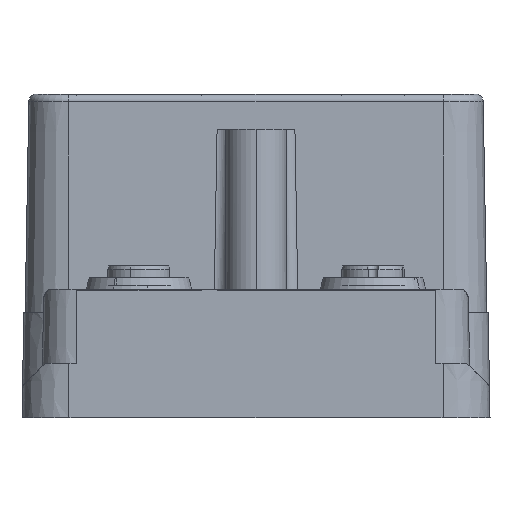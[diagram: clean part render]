
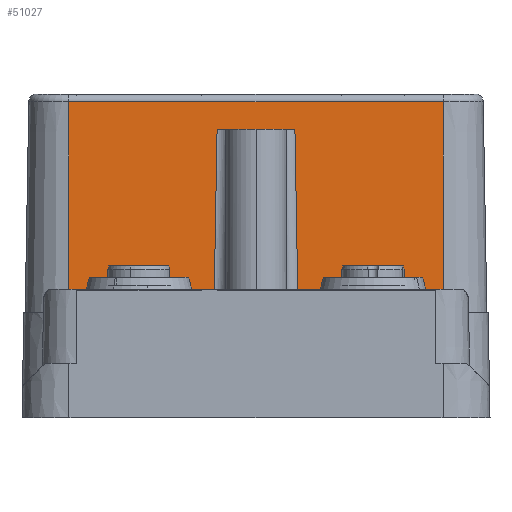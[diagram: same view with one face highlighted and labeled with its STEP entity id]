
A CAD part, front view. The second image highlights one B-rep face of the part: STEP entity #51027.
In plain terms, the highlighted planar face has unit normal (0, -1, 0.018).
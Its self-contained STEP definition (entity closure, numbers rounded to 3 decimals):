
#50970=AXIS2_PLACEMENT_3D('Plane Axis2P3D',#50967,#50968,#50969) ;
#49441=CARTESIAN_POINT('Vertex',(54.,105.6,13.5)) ;
#49444=CARTESIAN_POINT('Line Origine',(44.7,105.6,13.5)) ;
#49448=CARTESIAN_POINT('Vertex',(35.4,105.6,13.5)) ;
#49514=CARTESIAN_POINT('Vertex',(24.6,105.6,13.5)) ;
#49517=CARTESIAN_POINT('Line Origine',(15.3,105.6,13.5)) ;
#49521=CARTESIAN_POINT('Vertex',(6.,105.6,13.5)) ;
#50948=CARTESIAN_POINT('Line Origine',(54.,105.844,27.5)) ;
#50952=CARTESIAN_POINT('Vertex',(54.,106.072,40.517)) ;
#50967=CARTESIAN_POINT('Axis2P3D Location',(59.6,105.6,13.5)) ;
#50972=CARTESIAN_POINT('Line Origine',(30.,106.072,40.517)) ;
#50976=CARTESIAN_POINT('Vertex',(6.,106.072,40.517)) ;
#50979=CARTESIAN_POINT('Line Origine',(6.,105.844,27.5)) ;
#50985=CARTESIAN_POINT('Control Point',(25.01,106.01,37.)) ;
#50986=CARTESIAN_POINT('Control Point',(24.6,105.6,13.5)) ;
#50987=CARTESIAN_POINT('Vertex',(25.01,106.01,37.)) ;
#50990=CARTESIAN_POINT('Line Origine',(30.,106.01,37.)) ;
#50994=CARTESIAN_POINT('Vertex',(26.51,106.01,37.)) ;
#50997=CARTESIAN_POINT('Line Origine',(30.,106.01,37.)) ;
#51001=CARTESIAN_POINT('Vertex',(33.49,106.01,37.)) ;
#51004=CARTESIAN_POINT('Line Origine',(30.,106.01,37.)) ;
#51008=CARTESIAN_POINT('Vertex',(34.99,106.01,37.)) ;
#51012=CARTESIAN_POINT('Control Point',(34.99,106.01,37.)) ;
#51013=CARTESIAN_POINT('Control Point',(35.4,105.6,13.5)) ;
#49445=DIRECTION('Vector Direction',(-1.,0.,0.)) ;
#49518=DIRECTION('Vector Direction',(-1.,0.,0.)) ;
#50949=DIRECTION('Vector Direction',(0.,-0.017,-1.)) ;
#50968=DIRECTION('Axis2P3D Direction',(0.,-1.,0.017)) ;
#50969=DIRECTION('Axis2P3D XDirection',(-1.,0.,0.)) ;
#50973=DIRECTION('Vector Direction',(-1.,0.,0.)) ;
#50980=DIRECTION('Vector Direction',(0.,-0.017,-1.)) ;
#50991=DIRECTION('Vector Direction',(-1.,0.,0.)) ;
#50998=DIRECTION('Vector Direction',(-1.,0.,0.)) ;
#51005=DIRECTION('Vector Direction',(-1.,0.,0.)) ;
#49446=VECTOR('Line Direction',#49445,1.) ;
#49519=VECTOR('Line Direction',#49518,1.) ;
#50950=VECTOR('Line Direction',#50949,1.) ;
#50974=VECTOR('Line Direction',#50973,1.) ;
#50981=VECTOR('Line Direction',#50980,1.) ;
#50992=VECTOR('Line Direction',#50991,1.) ;
#50999=VECTOR('Line Direction',#50998,1.) ;
#51006=VECTOR('Line Direction',#51005,1.) ;
#51016=ORIENTED_EDGE('',*,*,#49450,.F.) ;
#51017=ORIENTED_EDGE('',*,*,#50954,.T.) ;
#51018=ORIENTED_EDGE('',*,*,#50978,.F.) ;
#51019=ORIENTED_EDGE('',*,*,#50983,.F.) ;
#51020=ORIENTED_EDGE('',*,*,#49523,.F.) ;
#51021=ORIENTED_EDGE('',*,*,#50989,.F.) ;
#51022=ORIENTED_EDGE('',*,*,#50996,.T.) ;
#51023=ORIENTED_EDGE('',*,*,#51003,.T.) ;
#51024=ORIENTED_EDGE('',*,*,#51010,.T.) ;
#51025=ORIENTED_EDGE('',*,*,#51014,.T.) ;
#51027=ADVANCED_FACE('40667_SAI_4_6_8-M_4P_5P_M12_ECO.1\\427562.1\\Haube',(#51026),#50971,.T.) ;
#50984=B_SPLINE_CURVE_WITH_KNOTS('',1,(#50985,#50986),.UNSPECIFIED.,.F.,.U.,(2,2),(-9.994,13.513),.UNSPECIFIED.) ;
#51011=B_SPLINE_CURVE_WITH_KNOTS('',1,(#51012,#51013),.UNSPECIFIED.,.F.,.U.,(2,2),(-9.994,13.513),.UNSPECIFIED.) ;
#49450=EDGE_CURVE('',#49442,#49449,#49447,.T.) ;
#49523=EDGE_CURVE('',#49515,#49522,#49520,.T.) ;
#50954=EDGE_CURVE('',#49442,#50953,#50951,.F.) ;
#50978=EDGE_CURVE('',#50977,#50953,#50975,.F.) ;
#50983=EDGE_CURVE('',#49522,#50977,#50982,.F.) ;
#50989=EDGE_CURVE('',#50988,#49515,#50984,.T.) ;
#50996=EDGE_CURVE('',#50988,#50995,#50993,.F.) ;
#51003=EDGE_CURVE('',#50995,#51002,#51000,.F.) ;
#51010=EDGE_CURVE('',#51002,#51009,#51007,.F.) ;
#51014=EDGE_CURVE('',#51009,#49449,#51011,.T.) ;
#51015=EDGE_LOOP('',(#51016,#51017,#51018,#51019,#51020,#51021,#51022,#51023,#51024,#51025)) ;
#51026=FACE_OUTER_BOUND('',#51015,.T.) ;
#49447=LINE('Line',#49444,#49446) ;
#49520=LINE('Line',#49517,#49519) ;
#50951=LINE('Line',#50948,#50950) ;
#50975=LINE('Line',#50972,#50974) ;
#50982=LINE('Line',#50979,#50981) ;
#50993=LINE('Line',#50990,#50992) ;
#51000=LINE('Line',#50997,#50999) ;
#51007=LINE('Line',#51004,#51006) ;
#50971=PLANE('',#50970) ;
#49442=VERTEX_POINT('',#49441) ;
#49449=VERTEX_POINT('',#49448) ;
#49515=VERTEX_POINT('',#49514) ;
#49522=VERTEX_POINT('',#49521) ;
#50953=VERTEX_POINT('',#50952) ;
#50977=VERTEX_POINT('',#50976) ;
#50988=VERTEX_POINT('',#50987) ;
#50995=VERTEX_POINT('',#50994) ;
#51002=VERTEX_POINT('',#51001) ;
#51009=VERTEX_POINT('',#51008) ;
